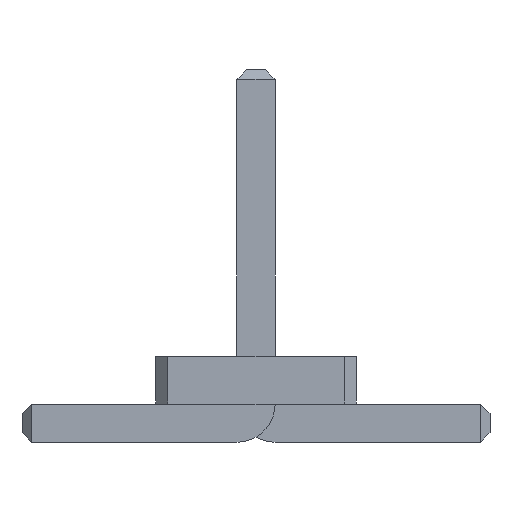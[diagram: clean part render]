
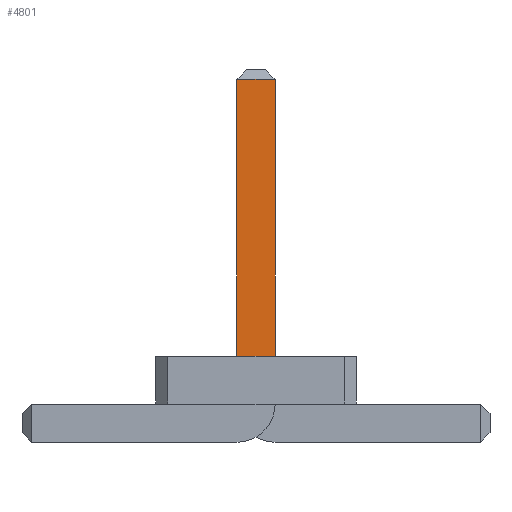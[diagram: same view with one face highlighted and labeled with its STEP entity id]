
A CAD part, front view. The second image highlights one B-rep face of the part: STEP entity #4801.
In plain terms, the highlighted planar face has unit normal (0, -1, 0).
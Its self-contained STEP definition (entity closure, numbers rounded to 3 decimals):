
#1857 = VERTEX_POINT('',#1858);
#1858 = CARTESIAN_POINT('',(-0.2,-6.55,0.9));
#1864 = EDGE_CURVE('',#1857,#1865,#1867,.T.);
#1865 = VERTEX_POINT('',#1866);
#1866 = CARTESIAN_POINT('',(0.2,-6.55,0.9));
#1867 = LINE('',#1868,#1869);
#1868 = CARTESIAN_POINT('',(-0.362,-6.55,0.9));
#1869 = VECTOR('',#1870,1.);
#1870 = DIRECTION('',(1.,0.,0.));
#4783 = EDGE_CURVE('',#1865,#4784,#4786,.T.);
#4784 = VERTEX_POINT('',#4785);
#4785 = CARTESIAN_POINT('',(0.2,-6.55,3.8));
#4786 = LINE('',#4787,#4788);
#4787 = CARTESIAN_POINT('',(0.2,-6.55,0.));
#4788 = VECTOR('',#4789,1.);
#4789 = DIRECTION('',(0.,0.,1.));
#4801 = ADVANCED_FACE('',(#4802),#4820,.F.);
#4802 = FACE_BOUND('',#4803,.F.);
#4803 = EDGE_LOOP('',(#4804,#4805,#4806,#4814));
#4804 = ORIENTED_EDGE('',*,*,#4783,.F.);
#4805 = ORIENTED_EDGE('',*,*,#1864,.F.);
#4806 = ORIENTED_EDGE('',*,*,#4807,.F.);
#4807 = EDGE_CURVE('',#4808,#1857,#4810,.T.);
#4808 = VERTEX_POINT('',#4809);
#4809 = CARTESIAN_POINT('',(-0.2,-6.55,3.8));
#4810 = LINE('',#4811,#4812);
#4811 = CARTESIAN_POINT('',(-0.2,-6.55,3.9));
#4812 = VECTOR('',#4813,1.);
#4813 = DIRECTION('',(0.,0.,-1.));
#4814 = ORIENTED_EDGE('',*,*,#4815,.F.);
#4815 = EDGE_CURVE('',#4784,#4808,#4816,.T.);
#4816 = LINE('',#4817,#4818);
#4817 = CARTESIAN_POINT('',(0.2,-6.55,3.8));
#4818 = VECTOR('',#4819,1.);
#4819 = DIRECTION('',(-1.,0.,0.));
#4820 = PLANE('',#4821);
#4821 = AXIS2_PLACEMENT_3D('',#4822,#4823,#4824);
#4822 = CARTESIAN_POINT('',(0.2,-6.55,3.9));
#4823 = DIRECTION('',(0.,1.,0.));
#4824 = DIRECTION('',(0.,0.,1.));
